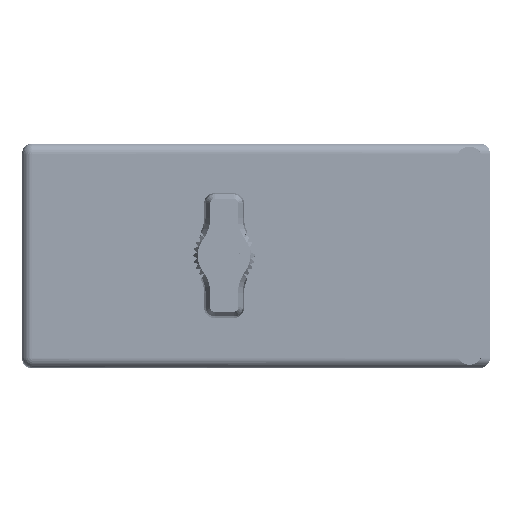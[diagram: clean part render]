
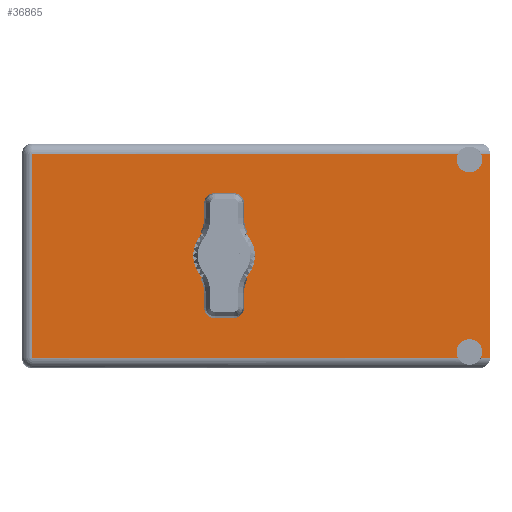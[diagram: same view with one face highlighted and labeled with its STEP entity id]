
A CAD part, top view. The second image highlights one B-rep face of the part: STEP entity #36865.
In plain terms, the highlighted face is planar.
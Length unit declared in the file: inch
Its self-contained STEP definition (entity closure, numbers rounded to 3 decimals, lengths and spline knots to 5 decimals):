
#642 = CIRCLE ( 'NONE', #35455, 0.0875 ) ;
#692 = DIRECTION ( 'NONE',  ( 0., 1., 0. ) ) ;
#1964 = CARTESIAN_POINT ( 'NONE',  ( 1.59417, 1.93, -0.695 ) ) ;
#2194 = DIRECTION ( 'NONE',  ( 1., 0., 0. ) ) ;
#5852 = VERTEX_POINT ( 'NONE', #94808 ) ;
#7020 = CIRCLE ( 'NONE', #66428, 0.0875 ) ;
#7862 = VERTEX_POINT ( 'NONE', #98807 ) ;
#10725 = CARTESIAN_POINT ( 'NONE',  ( 0., 1.93, 0.17 ) ) ;
#11462 = EDGE_CURVE ( 'NONE', #83225, #94248, #642, .T. ) ;
#11859 = CARTESIAN_POINT ( 'NONE',  ( 1.6725, 1.93, -0.656 ) ) ;
#12089 = CARTESIAN_POINT ( 'NONE',  ( 0., 1.93, 0. ) ) ;
#13018 = DIRECTION ( 'NONE',  ( 0., 0., 1. ) ) ;
#14569 = CIRCLE ( 'NONE', #27534, 0.17 ) ;
#17116 = CARTESIAN_POINT ( 'NONE',  ( 0., 1.93, 0. ) ) ;
#18861 = EDGE_CURVE ( 'NONE', #38761, #47127, #91334, .T. ) ;
#19448 = PLANE ( 'NONE',  #71600 ) ;
#20733 = CARTESIAN_POINT ( 'NONE',  ( 1.8125, 1.93, 0.765 ) ) ;
#22087 = CARTESIAN_POINT ( 'NONE',  ( 1.59417, 1.93, 0.695 ) ) ;
#22465 = CIRCLE ( 'NONE', #30492, 0.17 ) ;
#24871 = EDGE_LOOP ( 'NONE', ( #62355, #28655, #91970, #80690, #52507, #98577, #65813, #75841, #68407, #65368 ) ) ;
#25228 = CARTESIAN_POINT ( 'NONE',  ( 1.75083, 1.93, 0.695 ) ) ;
#25345 = DIRECTION ( 'NONE',  ( 0., 1., 0. ) ) ;
#26588 = DIRECTION ( 'NONE',  ( -1., 0., 0. ) ) ;
#27534 = AXIS2_PLACEMENT_3D ( 'NONE', #17116, #692, #73253 ) ;
#28234 = DIRECTION ( 'NONE',  ( 0., 0., 1. ) ) ;
#28655 = ORIENTED_EDGE ( 'NONE', *, *, #11462, .F. ) ;
#29000 = LINE ( 'NONE', #67785, #89050 ) ;
#29514 = DIRECTION ( 'NONE',  ( 0., 0., 1. ) ) ;
#30492 = AXIS2_PLACEMENT_3D ( 'NONE', #12089, #77154, #52868 ) ;
#33390 = LINE ( 'NONE', #20733, #73092 ) ;
#33428 = VECTOR ( 'NONE', #58914, 39.37008 ) ;
#33950 = CARTESIAN_POINT ( 'NONE',  ( 1.6725, 1.93, 0.656 ) ) ;
#35189 = DIRECTION ( 'NONE',  ( 0., 1., 0. ) ) ;
#35455 = AXIS2_PLACEMENT_3D ( 'NONE', #61295, #62035, #13018 ) ;
#36002 = LINE ( 'NONE', #99902, #33428 ) ;
#36193 = CARTESIAN_POINT ( 'NONE',  ( -1.3775, 1.93, -0.695 ) ) ;
#36865 = ADVANCED_FACE ( 'NONE', ( #77690, #91687 ), #19448, .T. ) ;
#38761 = VERTEX_POINT ( 'NONE', #1964 ) ;
#39534 = VECTOR ( 'NONE', #2194, 39.37008 ) ;
#47127 = VERTEX_POINT ( 'NONE', #69455 ) ;
#48610 = ORIENTED_EDGE ( 'NONE', *, *, #57025, .F. ) ;
#50802 = EDGE_CURVE ( 'NONE', #47127, #5852, #29000, .T. ) ;
#51064 = CARTESIAN_POINT ( 'NONE',  ( 1.8125, 1.93, 0.695 ) ) ;
#52507 = ORIENTED_EDGE ( 'NONE', *, *, #85232, .F. ) ;
#52868 = DIRECTION ( 'NONE',  ( 0., 0., 1. ) ) ;
#52982 = DIRECTION ( 'NONE',  ( 0., 0., 1. ) ) ;
#53235 = CARTESIAN_POINT ( 'NONE',  ( 1.8125, 1.93, 0.695 ) ) ;
#53990 = VERTEX_POINT ( 'NONE', #90715 ) ;
#55102 = VERTEX_POINT ( 'NONE', #25228 ) ;
#57025 = EDGE_CURVE ( 'NONE', #105654, #62089, #22465, .T. ) ;
#57200 = VERTEX_POINT ( 'NONE', #96025 ) ;
#58595 = AXIS2_PLACEMENT_3D ( 'NONE', #85376, #60438, #28234 ) ;
#58914 = DIRECTION ( 'NONE',  ( -1., 0., 0. ) ) ;
#60438 = DIRECTION ( 'NONE',  ( 0., 1., 0. ) ) ;
#61295 = CARTESIAN_POINT ( 'NONE',  ( 1.6725, 1.93, 0.656 ) ) ;
#61342 = LINE ( 'NONE', #51064, #39534 ) ;
#62035 = DIRECTION ( 'NONE',  ( 0., 1., 0. ) ) ;
#62089 = VERTEX_POINT ( 'NONE', #97071 ) ;
#62355 = ORIENTED_EDGE ( 'NONE', *, *, #86403, .T. ) ;
#65368 = ORIENTED_EDGE ( 'NONE', *, *, #50802, .T. ) ;
#65813 = ORIENTED_EDGE ( 'NONE', *, *, #103987, .F. ) ;
#66428 = AXIS2_PLACEMENT_3D ( 'NONE', #33950, #25345, #82488 ) ;
#67112 = CIRCLE ( 'NONE', #90311, 0.0875 ) ;
#67644 = DIRECTION ( 'NONE',  ( -1., 0., 0. ) ) ;
#67785 = CARTESIAN_POINT ( 'NONE',  ( -1.3075, 1.93, -0.765 ) ) ;
#68407 = ORIENTED_EDGE ( 'NONE', *, *, #18861, .T. ) ;
#69108 = LINE ( 'NONE', #53235, #81841 ) ;
#69455 = CARTESIAN_POINT ( 'NONE',  ( -1.3075, 1.93, -0.695 ) ) ;
#71600 = AXIS2_PLACEMENT_3D ( 'NONE', #84067, #35189, #26588 ) ;
#73092 = VECTOR ( 'NONE', #77895, 39.37008 ) ;
#73253 = DIRECTION ( 'NONE',  ( 0., 0., 1. ) ) ;
#74027 = EDGE_CURVE ( 'NONE', #62089, #105654, #14569, .T. ) ;
#75829 = EDGE_CURVE ( 'NONE', #55102, #7862, #69108, .T. ) ;
#75841 = ORIENTED_EDGE ( 'NONE', *, *, #88930, .F. ) ;
#77154 = DIRECTION ( 'NONE',  ( 0., 1., 0. ) ) ;
#77468 = VECTOR ( 'NONE', #67644, 39.37008 ) ;
#77606 = EDGE_LOOP ( 'NONE', ( #48610, #97277 ) ) ;
#77690 = FACE_BOUND ( 'NONE', #77606, .T. ) ;
#77895 = DIRECTION ( 'NONE',  ( 0., 0., 1. ) ) ;
#78144 = CARTESIAN_POINT ( 'NONE',  ( 1.6725, 1.93, 0.5685 ) ) ;
#80690 = ORIENTED_EDGE ( 'NONE', *, *, #75829, .T. ) ;
#81333 = CIRCLE ( 'NONE', #58595, 0.0875 ) ;
#81841 = VECTOR ( 'NONE', #102481, 39.37008 ) ;
#82488 = DIRECTION ( 'NONE',  ( 0., 0., 1. ) ) ;
#83225 = VERTEX_POINT ( 'NONE', #78144 ) ;
#84067 = CARTESIAN_POINT ( 'NONE',  ( -1.3775, 1.93, -0.765 ) ) ;
#85232 = EDGE_CURVE ( 'NONE', #88821, #7862, #33390, .T. ) ;
#85376 = CARTESIAN_POINT ( 'NONE',  ( 1.6725, 1.93, -0.656 ) ) ;
#86403 = EDGE_CURVE ( 'NONE', #5852, #94248, #61342, .T. ) ;
#88821 = VERTEX_POINT ( 'NONE', #94383 ) ;
#88930 = EDGE_CURVE ( 'NONE', #38761, #57200, #67112, .T. ) ;
#89038 = EDGE_CURVE ( 'NONE', #55102, #83225, #7020, .T. ) ;
#89050 = VECTOR ( 'NONE', #29514, 39.37008 ) ;
#90311 = AXIS2_PLACEMENT_3D ( 'NONE', #11859, #101855, #52982 ) ;
#90715 = CARTESIAN_POINT ( 'NONE',  ( 1.75083, 1.93, -0.695 ) ) ;
#91334 = LINE ( 'NONE', #36193, #77468 ) ;
#91687 = FACE_OUTER_BOUND ( 'NONE', #24871, .T. ) ;
#91970 = ORIENTED_EDGE ( 'NONE', *, *, #89038, .F. ) ;
#94248 = VERTEX_POINT ( 'NONE', #22087 ) ;
#94383 = CARTESIAN_POINT ( 'NONE',  ( 1.8125, 1.93, -0.695 ) ) ;
#94808 = CARTESIAN_POINT ( 'NONE',  ( -1.3075, 1.93, 0.695 ) ) ;
#96025 = CARTESIAN_POINT ( 'NONE',  ( 1.6725, 1.93, -0.5685 ) ) ;
#97071 = CARTESIAN_POINT ( 'NONE',  ( 0., 1.93, -0.17 ) ) ;
#97277 = ORIENTED_EDGE ( 'NONE', *, *, #74027, .F. ) ;
#98577 = ORIENTED_EDGE ( 'NONE', *, *, #100296, .T. ) ;
#98807 = CARTESIAN_POINT ( 'NONE',  ( 1.8125, 1.93, 0.695 ) ) ;
#99902 = CARTESIAN_POINT ( 'NONE',  ( -1.3775, 1.93, -0.695 ) ) ;
#100296 = EDGE_CURVE ( 'NONE', #88821, #53990, #36002, .T. ) ;
#101855 = DIRECTION ( 'NONE',  ( 0., 1., 0. ) ) ;
#102481 = DIRECTION ( 'NONE',  ( 1., 0., 0. ) ) ;
#103987 = EDGE_CURVE ( 'NONE', #57200, #53990, #81333, .T. ) ;
#105654 = VERTEX_POINT ( 'NONE', #10725 ) ;
